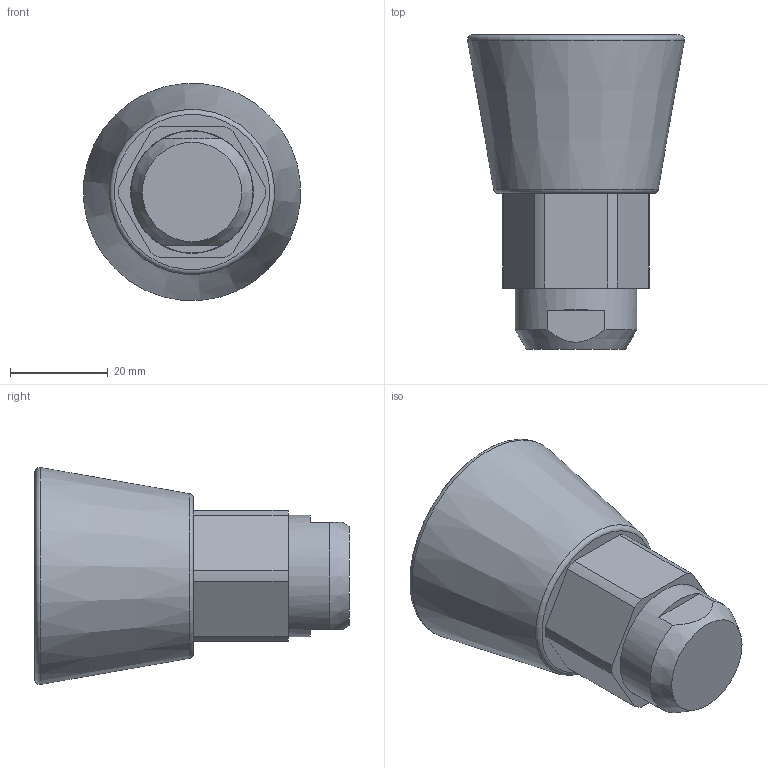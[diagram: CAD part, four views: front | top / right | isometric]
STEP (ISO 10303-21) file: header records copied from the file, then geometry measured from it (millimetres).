
FILE_DESCRIPTION(/* description */ ('Unknown'),/* implementation_level */ '2;1');
FILE_NAME(/* name */ '200078530',/* time_stamp */ '2019-08-27T15:15:29+02:00',/* author */ ('Unknown'),/* organization */ ('Unknown'),/* preprocessor_version */ 'ST-DEVELOPER v16.7',/* originating_system */ 'DEX',/* authorisation */ $);
FILE_SCHEMA (('AUTOMOTIVE_DESIGN {1 0 10303 214 3 1 1}'));
Length unit declared in the file: millimetre
Products named in the file (4): 200078530_Düsenhalter_Foam_Fog___-_00298279; Düsenschutz_für_ST-49_Düse_00172500; 20969_040007853_Anschlu遱t點k_M25_x_G1_4_00275217; D黶e-Aussenteil_00212231
Assembly tree (3 placements, depth 2):
  200078530_Düsenhalter_Foam_Fog___-_00298279
    Düsenschutz_für_ST-49_Düse_00172500
    20969_040007853_Anschlu遱t點k_M25_x_G1_4_00275217
    D黶e-Aussenteil_00212231
Bounding box: 44.47 x 64.4 x 44.47 mm (x, y, z)
Volume: 49525.5 mm3; surface area: 16200 mm2
Topology: 3 solids, 3 shells, 44 faces, 93 edges, 60 vertices
Faces by surface type: plane 21, cylinder 14, cone 5, torus 4
Full cylindrical faces by diameter (mm): 23.7 x1, 24.9 x1, 25 x2, 25.2 x1, 25.5 x1, 26.4 x1, 27 x1
Entity records: 1254 total; most frequent: DIRECTION 206, CARTESIAN_POINT 188, ORIENTED_EDGE 144, AXIS2_PLACEMENT_3D 88, EDGE_CURVE 72, EDGE_LOOP 68, FACE_BOUND 68, VERTEX_POINT 56
